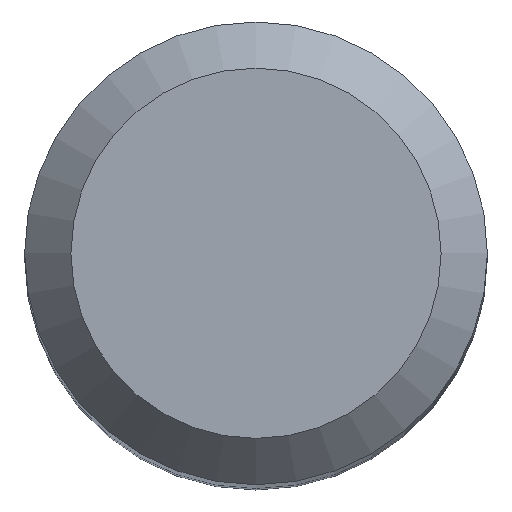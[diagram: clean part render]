
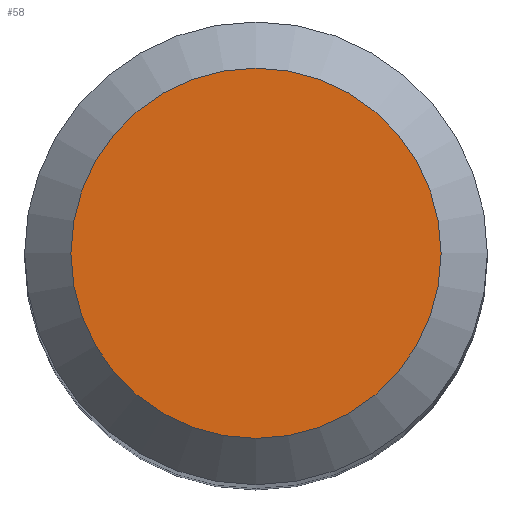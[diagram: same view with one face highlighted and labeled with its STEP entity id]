
A CAD part, top view. The second image highlights one B-rep face of the part: STEP entity #58.
In plain terms, the highlighted planar face has unit normal (0, 0, 1).
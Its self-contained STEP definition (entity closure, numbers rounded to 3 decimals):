
#8 = CARTESIAN_POINT ( 'NONE',  ( 0., 0., 67. ) ) ;
#18 = AXIS2_PLACEMENT_3D ( 'NONE', #8, #94, #158 ) ;
#29 = EDGE_CURVE ( 'NONE', #34, #34, #203, .T. ) ;
#34 = VERTEX_POINT ( 'NONE', #102 ) ;
#55 = CARTESIAN_POINT ( 'NONE',  ( 0., 0., 67. ) ) ;
#57 = DIRECTION ( 'NONE',  ( 0., 0., -1. ) ) ;
#58 = ADVANCED_FACE ( 'NONE', ( #115 ), #221, .F. ) ;
#79 = AXIS2_PLACEMENT_3D ( 'NONE', #55, #57, #114 ) ;
#94 = DIRECTION ( 'NONE',  ( 0., 0., 1. ) ) ;
#102 = CARTESIAN_POINT ( 'NONE',  ( 0., -4., 67. ) ) ;
#114 = DIRECTION ( 'NONE',  ( 0., 1., 0. ) ) ;
#115 = FACE_OUTER_BOUND ( 'NONE', #211, .T. ) ;
#158 = DIRECTION ( 'NONE',  ( 0., -1., 0. ) ) ;
#197 = ORIENTED_EDGE ( 'NONE', *, *, #29, .T. ) ;
#203 = CIRCLE ( 'NONE', #18, 4. ) ;
#211 = EDGE_LOOP ( 'NONE', ( #197 ) ) ;
#221 = PLANE ( 'NONE',  #79 ) ;
